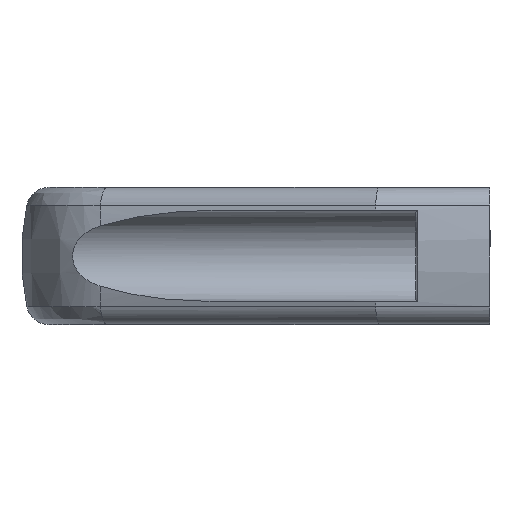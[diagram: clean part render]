
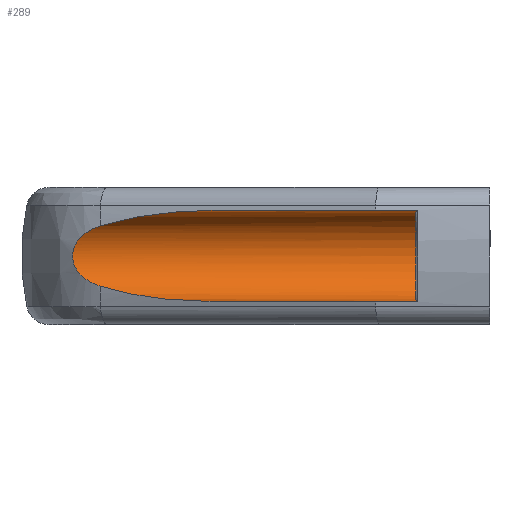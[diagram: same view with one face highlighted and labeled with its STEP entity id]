
A CAD part, left-side view. The second image highlights one B-rep face of the part: STEP entity #289.
In plain terms, the highlighted cylindrical face has radius 4 mm (diameter 8 mm), a partial arc.
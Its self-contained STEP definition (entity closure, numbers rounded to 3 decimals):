
#84=CARTESIAN_POINT('',(-60.5,6.5,4.));
#85=VERTEX_POINT('',#84);
#94=CARTESIAN_POINT('',(-60.5,6.5,-4.));
#95=VERTEX_POINT('',#94);
#96=CARTESIAN_POINT('',(-60.5,6.5,0.));
#97=DIRECTION('',(0.0,-1.0,0.0));
#98=DIRECTION('',(0.0,0.0,-1.0));
#99=AXIS2_PLACEMENT_3D('',#96,#97,#98);
#100=CIRCLE('',#99,4.);
#101=EDGE_CURVE('',#95,#85,#100,.T.);
#174=CARTESIAN_POINT('',(-60.5,41.5,0.));
#175=DIRECTION('',(0.0,1.0,0.0));
#176=DIRECTION('',(0.0,0.0,-1.0));
#177=AXIS2_PLACEMENT_3D('',#174,#175,#176);
#178=CYLINDRICAL_SURFACE('',#177,4.);
#179=CARTESIAN_POINT('',(-60.5,24.145,4.0));
#180=VERTEX_POINT('',#179);
#181=CARTESIAN_POINT('',(-61.114,22.286,3.953));
#182=VERTEX_POINT('',#181);
#183=CARTESIAN_POINT('',(-60.5,24.145,4.));
#184=CARTESIAN_POINT('',(-60.602,23.831,4.));
#185=CARTESIAN_POINT('',(-60.704,23.518,3.996));
#186=CARTESIAN_POINT('',(-60.909,22.899,3.98));
#187=CARTESIAN_POINT('',(-61.011,22.592,3.969));
#188=CARTESIAN_POINT('',(-61.114,22.286,3.953));
#189=B_SPLINE_CURVE_WITH_KNOTS('',3,(#183,#184,#185,#186,#187,#188),.UNSPECIFIED.,.F.,.U.,(4,2,4),(0.,0.099,0.196),.UNSPECIFIED.);
#190=EDGE_CURVE('',#180,#182,#189,.T.);
#191=ORIENTED_EDGE('',*,*,#190,.F.);
#192=CARTESIAN_POINT('',(-57.497,34.09,2.643));
#193=VERTEX_POINT('',#192);
#194=CARTESIAN_POINT('',(-57.497,34.09,2.643));
#195=CARTESIAN_POINT('',(-57.91,32.628,3.112));
#196=CARTESIAN_POINT('',(-58.386,30.983,3.433));
#197=CARTESIAN_POINT('',(-59.135,28.484,3.774));
#198=CARTESIAN_POINT('',(-59.436,27.501,3.868));
#199=CARTESIAN_POINT('',(-59.879,26.085,3.954));
#200=CARTESIAN_POINT('',(-60.019,25.641,3.974));
#201=CARTESIAN_POINT('',(-60.273,24.847,3.995));
#202=CARTESIAN_POINT('',(-60.386,24.496,4.));
#203=CARTESIAN_POINT('',(-60.5,24.145,4.));
#204=B_SPLINE_CURVE_WITH_KNOTS('',3,(#194,#195,#196,#197,#198,#199,#200,#201,#202,#203),.UNSPECIFIED.,.F.,.U.,(4,2,2,2,4),(0.0,0.477,0.779,0.916,1.025),.UNSPECIFIED.);
#205=EDGE_CURVE('',#193,#180,#204,.T.);
#206=ORIENTED_EDGE('',*,*,#205,.F.);
#207=CARTESIAN_POINT('',(-57.497,34.09,-2.643));
#208=VERTEX_POINT('',#207);
#209=CARTESIAN_POINT('',(-57.497,34.09,2.643));
#210=CARTESIAN_POINT('',(-57.385,34.481,2.515));
#211=CARTESIAN_POINT('',(-57.254,34.857,2.351));
#212=CARTESIAN_POINT('',(-57.001,35.492,1.951));
#213=CARTESIAN_POINT('',(-56.88,35.763,1.726));
#214=CARTESIAN_POINT('',(-56.69,36.158,1.24));
#215=CARTESIAN_POINT('',(-56.617,36.299,0.998));
#216=CARTESIAN_POINT('',(-56.524,36.477,0.498));
#217=CARTESIAN_POINT('',(-56.5,36.521,0.252));
#218=CARTESIAN_POINT('',(-56.5,36.521,-0.252));
#219=CARTESIAN_POINT('',(-56.524,36.477,-0.497));
#220=CARTESIAN_POINT('',(-56.617,36.299,-0.998));
#221=CARTESIAN_POINT('',(-56.69,36.158,-1.24));
#222=CARTESIAN_POINT('',(-56.88,35.763,-1.726));
#223=CARTESIAN_POINT('',(-57.001,35.492,-1.951));
#224=CARTESIAN_POINT('',(-57.254,34.857,-2.351));
#225=CARTESIAN_POINT('',(-57.385,34.481,-2.515));
#226=CARTESIAN_POINT('',(-57.497,34.09,-2.643));
#227=B_SPLINE_CURVE_WITH_KNOTS('',3,(#209,#210,#211,#212,#213,#214,#215,#216,#217,#218,#219,#220,#221,#222,#223,#224,#225,#226),.UNSPECIFIED.,.F.,.U.,(4,2,2,2,2,2,2,2,4),(0.,0.128,0.239,0.326,0.403,0.479,0.567,0.677,0.805),.UNSPECIFIED.);
#228=EDGE_CURVE('',#193,#208,#227,.T.);
#229=ORIENTED_EDGE('',*,*,#228,.T.);
#230=CARTESIAN_POINT('',(-60.5,24.145,-4.));
#231=VERTEX_POINT('',#230);
#232=CARTESIAN_POINT('',(-60.5,24.145,-4.));
#233=CARTESIAN_POINT('',(-60.386,24.496,-4.));
#234=CARTESIAN_POINT('',(-60.273,24.847,-3.995));
#235=CARTESIAN_POINT('',(-60.019,25.642,-3.974));
#236=CARTESIAN_POINT('',(-59.879,26.086,-3.954));
#237=CARTESIAN_POINT('',(-59.436,27.501,-3.868));
#238=CARTESIAN_POINT('',(-59.135,28.485,-3.773));
#239=CARTESIAN_POINT('',(-58.386,30.984,-3.433));
#240=CARTESIAN_POINT('',(-57.91,32.628,-3.111));
#241=CARTESIAN_POINT('',(-57.497,34.09,-2.643));
#242=B_SPLINE_CURVE_WITH_KNOTS('',3,(#232,#233,#234,#235,#236,#237,#238,#239,#240,#241),.UNSPECIFIED.,.F.,.U.,(4,2,2,2,4),(0.,0.111,0.25,0.556,1.04),.UNSPECIFIED.);
#243=EDGE_CURVE('',#231,#208,#242,.T.);
#244=ORIENTED_EDGE('',*,*,#243,.F.);
#245=CARTESIAN_POINT('',(-61.114,22.286,-3.953));
#246=VERTEX_POINT('',#245);
#247=CARTESIAN_POINT('',(-61.114,22.286,-3.953));
#248=CARTESIAN_POINT('',(-61.011,22.592,-3.969));
#249=CARTESIAN_POINT('',(-60.909,22.899,-3.98));
#250=CARTESIAN_POINT('',(-60.704,23.518,-3.996));
#251=CARTESIAN_POINT('',(-60.602,23.831,-4.));
#252=CARTESIAN_POINT('',(-60.5,24.145,-4.));
#253=B_SPLINE_CURVE_WITH_KNOTS('',3,(#247,#248,#249,#250,#251,#252),.UNSPECIFIED.,.F.,.U.,(4,2,4),(0.,0.097,0.196),.UNSPECIFIED.);
#254=EDGE_CURVE('',#246,#231,#253,.T.);
#255=ORIENTED_EDGE('',*,*,#254,.F.);
#256=CARTESIAN_POINT('',(-60.5,22.286,-4.));
#257=VERTEX_POINT('',#256);
#258=CARTESIAN_POINT('',(-60.5,22.286,0.));
#259=DIRECTION('',(0.0,-1.0,0.0));
#260=DIRECTION('',(0.0,0.0,1.0));
#261=AXIS2_PLACEMENT_3D('',#258,#259,#260);
#262=CIRCLE('',#261,4.);
#263=EDGE_CURVE('',#246,#257,#262,.T.);
#264=ORIENTED_EDGE('',*,*,#263,.T.);
#265=CARTESIAN_POINT('',(-60.5,6.5,-4.));
#266=DIRECTION('',(0.0,1.0,0.0));
#267=VECTOR('',#266,15.786);
#268=LINE('',#265,#267);
#269=EDGE_CURVE('',#95,#257,#268,.T.);
#270=ORIENTED_EDGE('',*,*,#269,.F.);
#271=ORIENTED_EDGE('',*,*,#101,.T.);
#272=CARTESIAN_POINT('',(-60.5,22.286,4.));
#273=VERTEX_POINT('',#272);
#274=CARTESIAN_POINT('',(-60.5,22.286,4.));
#275=DIRECTION('',(0.0,-1.0,0.0));
#276=VECTOR('',#275,15.786);
#277=LINE('',#274,#276);
#278=EDGE_CURVE('',#273,#85,#277,.T.);
#279=ORIENTED_EDGE('',*,*,#278,.F.);
#280=CARTESIAN_POINT('',(-60.5,22.286,0.));
#281=DIRECTION('',(0.0,-1.0,0.0));
#282=DIRECTION('',(0.0,0.0,1.0));
#283=AXIS2_PLACEMENT_3D('',#280,#281,#282);
#284=CIRCLE('',#283,4.);
#285=EDGE_CURVE('',#273,#182,#284,.T.);
#286=ORIENTED_EDGE('',*,*,#285,.T.);
#287=EDGE_LOOP('',(#191,#206,#229,#244,#255,#264,#270,#271,#279,#286));
#288=FACE_OUTER_BOUND('',#287,.T.);
#289=ADVANCED_FACE('',(#288),#178,.F.);
